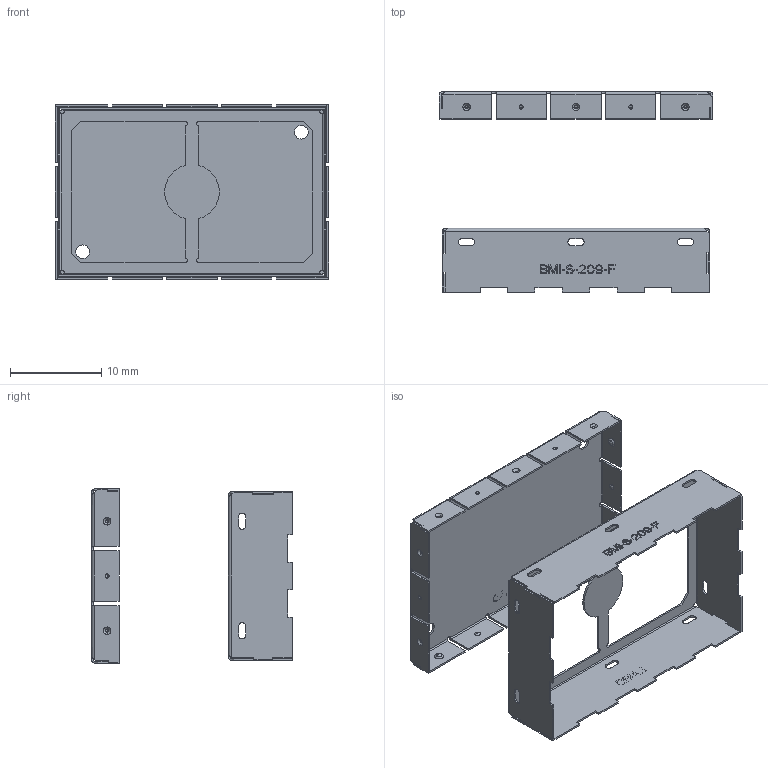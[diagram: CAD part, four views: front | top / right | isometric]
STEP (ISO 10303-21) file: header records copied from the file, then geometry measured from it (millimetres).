
FILE_DESCRIPTION (( 'STEP AP214' ), '1' );
FILE_NAME ('Laird-BMI-S-209-F and BMI-S-209-C.STEP', '2018-12-17T06:07:42', ( '' ), ( '' ), 'SwSTEP 2.0', 'SolidWorks 2018', '' );
FILE_SCHEMA (( 'AUTOMOTIVE_DESIGN' ));
Length unit declared in the file: millimetre
Products named in the file (3): Laird-BMI-S-209-F  and  BMI-S-209-C_BMI-S-209-C; Laird-BMI-S-209-F  and  BMI-S-209-C; Laird-BMI-S-209-F  and  BMI-S-209-C_BMI-S-209-F
Assembly tree (2 placements, depth 2):
  Laird-BMI-S-209-F  and  BMI-S-209-C
    Laird-BMI-S-209-F  and  BMI-S-209-C_BMI-S-209-F
    Laird-BMI-S-209-F  and  BMI-S-209-C_BMI-S-209-C
Bounding box: 29.96 x 22 x 19.1 mm (x, y, z)
Volume: 316.9 mm3; surface area: 3298.4 mm2
Topology: 2 solids, 2 shells, 1312 faces, 3490 edges, 2260 vertices
Faces by surface type: plane 1060, cylinder 112, bspline 96, cone 44
Entity records: 41794 total; most frequent: CARTESIAN_POINT 9297, ORIENTED_EDGE 6980, DIRECTION 6156, EDGE_CURVE 3490, VECTOR 3090, LINE 3090, VERTEX_POINT 2260, AXIS2_PLACEMENT_3D 1533
